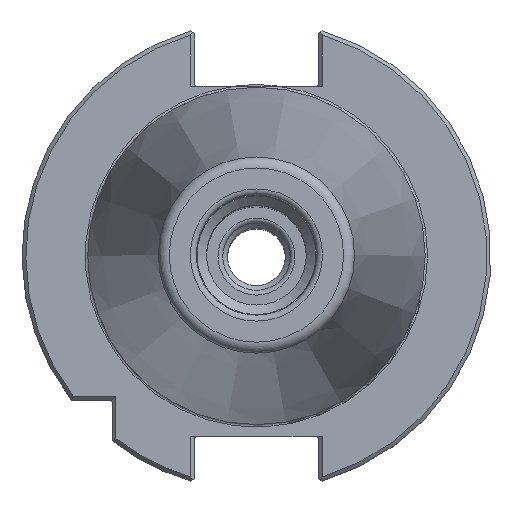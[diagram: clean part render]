
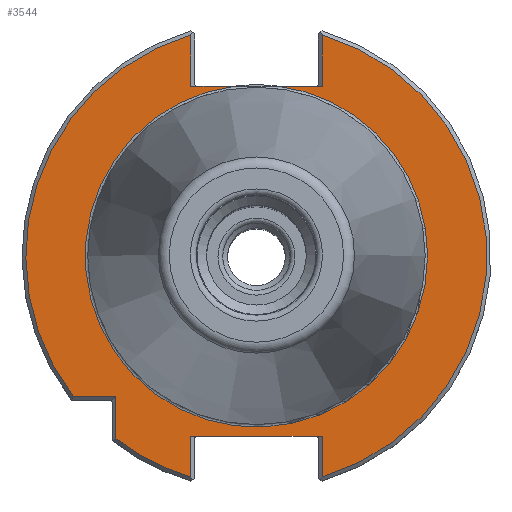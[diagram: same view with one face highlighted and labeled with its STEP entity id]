
A CAD part, top view. The second image highlights one B-rep face of the part: STEP entity #3544.
In plain terms, the highlighted planar face has unit normal (0, 0, 1).
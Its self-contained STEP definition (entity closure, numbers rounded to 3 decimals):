
#117=LINE('',#5080,#221);
#121=LINE('',#5096,#225);
#133=LINE('',#5238,#237);
#138=LINE('',#5252,#242);
#159=LINE('',#5318,#263);
#160=LINE('',#5320,#264);
#161=LINE('',#5322,#265);
#162=LINE('',#5323,#266);
#163=LINE('',#5324,#267);
#221=VECTOR('',#4316,1000.);
#225=VECTOR('',#4326,1000.);
#237=VECTOR('',#4396,1000.);
#242=VECTOR('',#4407,1000.);
#263=VECTOR('',#4466,1000.);
#264=VECTOR('',#4469,1000.);
#265=VECTOR('',#4470,1000.);
#266=VECTOR('',#4471,1000.);
#267=VECTOR('',#4472,1000.);
#360=PLANE('',#3836);
#835=ORIENTED_EDGE('',*,*,#1182,.T.);
#836=ORIENTED_EDGE('',*,*,#1256,.T.);
#837=ORIENTED_EDGE('',*,*,#1257,.F.);
#838=ORIENTED_EDGE('',*,*,#1258,.T.);
#839=ORIENTED_EDGE('',*,*,#1184,.T.);
#840=ORIENTED_EDGE('',*,*,#1226,.T.);
#841=ORIENTED_EDGE('',*,*,#1259,.F.);
#842=ORIENTED_EDGE('',*,*,#1180,.F.);
#843=ORIENTED_EDGE('',*,*,#1260,.F.);
#844=ORIENTED_EDGE('',*,*,#1219,.T.);
#845=ORIENTED_EDGE('',*,*,#1177,.T.);
#846=ORIENTED_EDGE('',*,*,#1176,.T.);
#847=ORIENTED_EDGE('',*,*,#1169,.T.);
#1169=EDGE_CURVE('',#1452,#1451,#117,.T.);
#1176=EDGE_CURVE('',#1455,#1452,#121,.T.);
#1177=EDGE_CURVE('',#1457,#1455,#1649,.T.);
#1180=EDGE_CURVE('',#1459,#1458,#1651,.T.);
#1182=EDGE_CURVE('',#1451,#1460,#1652,.T.);
#1184=EDGE_CURVE('',#1463,#1462,#1653,.T.);
#1219=EDGE_CURVE('',#1486,#1457,#133,.T.);
#1226=EDGE_CURVE('',#1462,#1491,#138,.T.);
#1256=EDGE_CURVE('',#1460,#1509,#159,.T.);
#1257=EDGE_CURVE('',#1510,#1509,#160,.T.);
#1258=EDGE_CURVE('',#1510,#1463,#161,.T.);
#1259=EDGE_CURVE('',#1458,#1491,#162,.T.);
#1260=EDGE_CURVE('',#1486,#1459,#163,.T.);
#1451=VERTEX_POINT('',#5079);
#1452=VERTEX_POINT('',#5081);
#1455=VERTEX_POINT('',#5092);
#1457=VERTEX_POINT('',#5099);
#1458=VERTEX_POINT('',#5106);
#1459=VERTEX_POINT('',#5107);
#1460=VERTEX_POINT('',#5114);
#1462=VERTEX_POINT('',#5122);
#1463=VERTEX_POINT('',#5124);
#1486=VERTEX_POINT('',#5239);
#1491=VERTEX_POINT('',#5251);
#1509=VERTEX_POINT('',#5317);
#1510=VERTEX_POINT('',#5321);
#1649=CIRCLE('',#3786,47.95);
#1651=CIRCLE('',#3789,35.591);
#1652=CIRCLE('',#3791,47.95);
#1653=CIRCLE('',#3793,47.95);
#1885=EDGE_LOOP('',(#835,#836,#837,#838,#839,#840,#841,#842,#843,#844,#845,
#846,#847));
#2146=FACE_BOUND('',#1885,.T.);
#3544=ADVANCED_FACE('',(#2146),#360,.T.);
#3786=AXIS2_PLACEMENT_3D('',#5098,#4329,#4330);
#3789=AXIS2_PLACEMENT_3D('',#5108,#4335,#4336);
#3791=AXIS2_PLACEMENT_3D('',#5115,#4339,#4340);
#3793=AXIS2_PLACEMENT_3D('',#5123,#4343,#4344);
#3836=AXIS2_PLACEMENT_3D('',#5319,#4467,#4468);
#4316=DIRECTION('',(0.,-1.,0.));
#4326=DIRECTION('',(1.,0.,0.));
#4329=DIRECTION('',(0.,0.,1.));
#4330=DIRECTION('',(1.,0.,0.));
#4335=DIRECTION('',(0.,0.,1.));
#4336=DIRECTION('',(1.,0.,0.));
#4339=DIRECTION('',(0.,0.,1.));
#4340=DIRECTION('',(1.,0.,0.));
#4343=DIRECTION('',(0.,0.,1.));
#4344=DIRECTION('',(1.,0.,0.));
#4396=DIRECTION('',(0.,1.,0.));
#4407=DIRECTION('',(0.,-1.,0.));
#4466=DIRECTION('',(0.,1.,0.));
#4467=DIRECTION('',(0.,0.,1.));
#4468=DIRECTION('',(1.,0.,0.));
#4469=DIRECTION('',(-1.,0.,0.));
#4470=DIRECTION('',(0.,-1.,0.));
#4471=DIRECTION('',(1.,0.,0.));
#4472=DIRECTION('',(1.,0.,0.));
#5079=CARTESIAN_POINT('',(-29.2,-38.034,-3.2));
#5080=CARTESIAN_POINT('',(-29.2,-38.616,-3.2));
#5081=CARTESIAN_POINT('',(-29.2,-29.2,-3.2));
#5092=CARTESIAN_POINT('',(-38.034,-29.2,-3.2));
#5096=CARTESIAN_POINT('',(-30.,-29.2,-3.2));
#5098=CARTESIAN_POINT('',(0.,0.,-3.2));
#5099=CARTESIAN_POINT('',(-13.65,45.966,-3.2));
#5106=CARTESIAN_POINT('',(4.543,35.3,-3.2));
#5107=CARTESIAN_POINT('',(-4.543,35.3,-3.2));
#5108=CARTESIAN_POINT('',(0.,0.,-3.2));
#5114=CARTESIAN_POINT('',(-13.65,-45.966,-3.2));
#5115=CARTESIAN_POINT('',(0.,0.,-3.2));
#5122=CARTESIAN_POINT('',(13.65,45.966,-3.2));
#5123=CARTESIAN_POINT('',(0.,0.,-3.2));
#5124=CARTESIAN_POINT('',(13.65,-45.966,-3.2));
#5238=CARTESIAN_POINT('',(-13.65,47.181,-3.2));
#5239=CARTESIAN_POINT('',(-13.65,35.3,-3.2));
#5251=CARTESIAN_POINT('',(13.65,35.3,-3.2));
#5252=CARTESIAN_POINT('',(13.65,35.3,-3.2));
#5317=CARTESIAN_POINT('',(-13.65,-37.5,-3.2));
#5318=CARTESIAN_POINT('',(-13.65,-37.5,-3.2));
#5319=CARTESIAN_POINT('',(35.591,0.,-3.2));
#5320=CARTESIAN_POINT('',(12.85,-37.5,-3.2));
#5321=CARTESIAN_POINT('',(13.65,-37.5,-3.2));
#5322=CARTESIAN_POINT('',(13.65,-47.181,-3.2));
#5323=CARTESIAN_POINT('',(-12.85,35.3,-3.2));
#5324=CARTESIAN_POINT('',(-12.85,35.3,-3.2));
